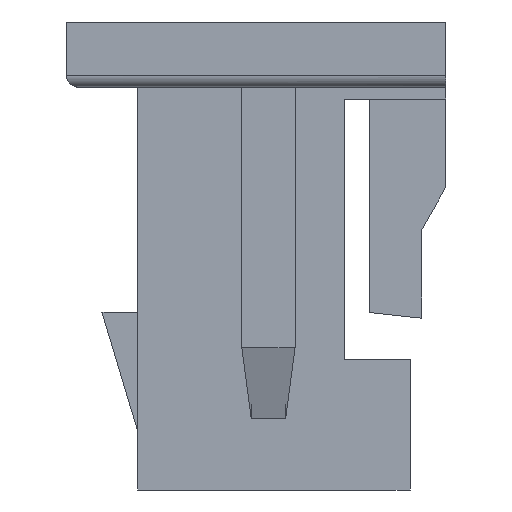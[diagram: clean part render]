
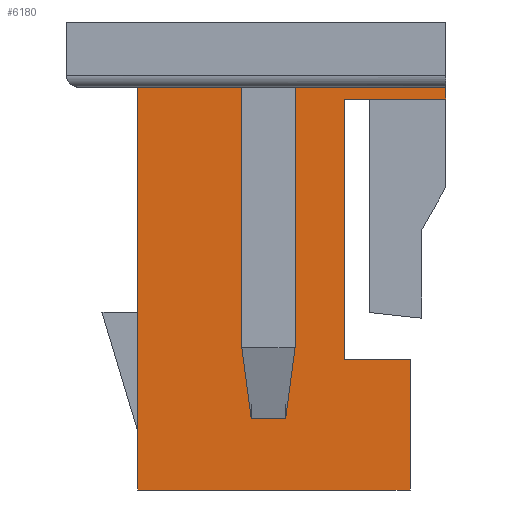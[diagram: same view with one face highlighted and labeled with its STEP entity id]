
A CAD part, left-side view. The second image highlights one B-rep face of the part: STEP entity #6180.
In plain terms, the highlighted planar face has unit normal (-1, 0, 0).
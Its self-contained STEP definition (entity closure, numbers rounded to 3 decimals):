
#1023=ORIENTED_EDGE('',*,*,#1986,.F.);
#1024=ORIENTED_EDGE('',*,*,#2553,.T.);
#1025=ORIENTED_EDGE('',*,*,#2554,.T.);
#1026=ORIENTED_EDGE('',*,*,#2555,.F.);
#1027=ORIENTED_EDGE('',*,*,#1913,.F.);
#1028=ORIENTED_EDGE('',*,*,#1869,.F.);
#1029=ORIENTED_EDGE('',*,*,#2556,.T.);
#1030=ORIENTED_EDGE('',*,*,#2557,.F.);
#1031=ORIENTED_EDGE('',*,*,#2558,.F.);
#1032=ORIENTED_EDGE('',*,*,#1865,.F.);
#1033=ORIENTED_EDGE('',*,*,#2084,.T.);
#1034=ORIENTED_EDGE('',*,*,#2026,.F.);
#1865=EDGE_CURVE('',#2769,#2770,#3363,.T.);
#1869=EDGE_CURVE('',#2773,#2774,#3367,.T.);
#1913=EDGE_CURVE('',#2774,#2808,#3407,.T.);
#1986=EDGE_CURVE('',#2877,#2878,#3480,.T.);
#2026=EDGE_CURVE('',#2878,#2909,#3520,.T.);
#2084=EDGE_CURVE('',#2769,#2909,#3578,.T.);
#2553=EDGE_CURVE('',#2877,#3285,#4047,.T.);
#2554=EDGE_CURVE('',#3285,#3286,#4048,.T.);
#2555=EDGE_CURVE('',#2808,#3286,#4049,.T.);
#2556=EDGE_CURVE('',#2773,#3287,#4050,.T.);
#2557=EDGE_CURVE('',#3288,#3287,#4051,.T.);
#2558=EDGE_CURVE('',#2770,#3288,#4052,.T.);
#2769=VERTEX_POINT('',#8201);
#2770=VERTEX_POINT('',#8203);
#2773=VERTEX_POINT('',#8209);
#2774=VERTEX_POINT('',#8211);
#2808=VERTEX_POINT('',#8298);
#2877=VERTEX_POINT('',#8442);
#2878=VERTEX_POINT('',#8444);
#2909=VERTEX_POINT('',#8524);
#3285=VERTEX_POINT('',#9539);
#3286=VERTEX_POINT('',#9541);
#3287=VERTEX_POINT('',#9544);
#3288=VERTEX_POINT('',#9546);
#3363=LINE('',#8202,#4261);
#3367=LINE('',#8210,#4265);
#3407=LINE('',#8297,#4305);
#3480=LINE('',#8443,#4378);
#3520=LINE('',#8523,#4418);
#3578=LINE('',#8630,#4476);
#4047=LINE('',#9538,#4945);
#4048=LINE('',#9540,#4946);
#4049=LINE('',#9542,#4947);
#4050=LINE('',#9543,#4948);
#4051=LINE('',#9545,#4949);
#4052=LINE('',#9547,#4950);
#4261=VECTOR('',#6687,1000.);
#4265=VECTOR('',#6691,1000.);
#4305=VECTOR('',#6757,1000.);
#4378=VECTOR('',#6836,1000.);
#4418=VECTOR('',#6894,1000.);
#4476=VECTOR('',#6954,1000.);
#4945=VECTOR('',#7645,1000.);
#4946=VECTOR('',#7646,1000.);
#4947=VECTOR('',#7647,1000.);
#4948=VECTOR('',#7648,1000.);
#4949=VECTOR('',#7649,1000.);
#4950=VECTOR('',#7650,1000.);
#5291=EDGE_LOOP('',(#1023,#1024,#1025,#1026,#1027,#1028,#1029,#1030,#1031,
#1032,#1033,#1034));
#5595=FACE_BOUND('',#5291,.T.);
#5888=PLANE('',#6496);
#6180=ADVANCED_FACE('',(#5595),#5888,.F.);
#6496=AXIS2_PLACEMENT_3D('',#9537,#7643,#7644);
#6687=DIRECTION('',(0.,-1.,0.));
#6691=DIRECTION('',(0.,-1.,0.));
#6757=DIRECTION('',(0.,0.,-1.));
#6836=DIRECTION('',(0.,0.,-1.));
#6894=DIRECTION('',(0.,1.,0.));
#6954=DIRECTION('',(0.,0.,-1.));
#7643=DIRECTION('',(1.,0.,0.));
#7644=DIRECTION('',(0.,0.,-1.));
#7645=DIRECTION('',(0.,1.,0.));
#7646=DIRECTION('',(0.,0.,1.));
#7647=DIRECTION('',(0.,1.,0.));
#7648=DIRECTION('',(0.,0.,-1.));
#7649=DIRECTION('',(0.,-1.,0.));
#7650=DIRECTION('',(0.,0.,-1.));
#8201=CARTESIAN_POINT('',(-4.6,1.,1.425));
#8202=CARTESIAN_POINT('',(-4.6,1.6,1.425));
#8203=CARTESIAN_POINT('',(-4.6,0.04,1.425));
#8209=CARTESIAN_POINT('',(-4.6,-0.25,1.425));
#8210=CARTESIAN_POINT('',(-4.6,-0.33,1.425));
#8211=CARTESIAN_POINT('',(-4.6,-1.6,1.425));
#8297=CARTESIAN_POINT('',(-4.6,-1.6,1.425));
#8298=CARTESIAN_POINT('',(-4.6,-1.6,1.325));
#8442=CARTESIAN_POINT('',(-4.6,-1.3,-0.875));
#8443=CARTESIAN_POINT('',(-4.6,-1.3,0.));
#8444=CARTESIAN_POINT('',(-4.6,-1.3,-1.975));
#8523=CARTESIAN_POINT('',(-4.6,-1.6,-1.975));
#8524=CARTESIAN_POINT('',(-4.6,1.,-1.975));
#8630=CARTESIAN_POINT('',(-4.6,1.,1.425));
#9537=CARTESIAN_POINT('',(-4.6,0.,0.));
#9538=CARTESIAN_POINT('',(-4.6,-1.85,-0.875));
#9539=CARTESIAN_POINT('',(-4.6,-0.75,-0.875));
#9540=CARTESIAN_POINT('',(-4.6,-0.75,-0.875));
#9541=CARTESIAN_POINT('',(-4.6,-0.75,1.325));
#9542=CARTESIAN_POINT('',(-4.6,-1.85,1.325));
#9543=CARTESIAN_POINT('',(-4.6,-0.25,1.425));
#9544=CARTESIAN_POINT('',(-4.6,-0.25,-1.375));
#9545=CARTESIAN_POINT('',(-4.6,0.12,-1.375));
#9546=CARTESIAN_POINT('',(-4.6,0.04,-1.375));
#9547=CARTESIAN_POINT('',(-4.6,0.04,1.425));
